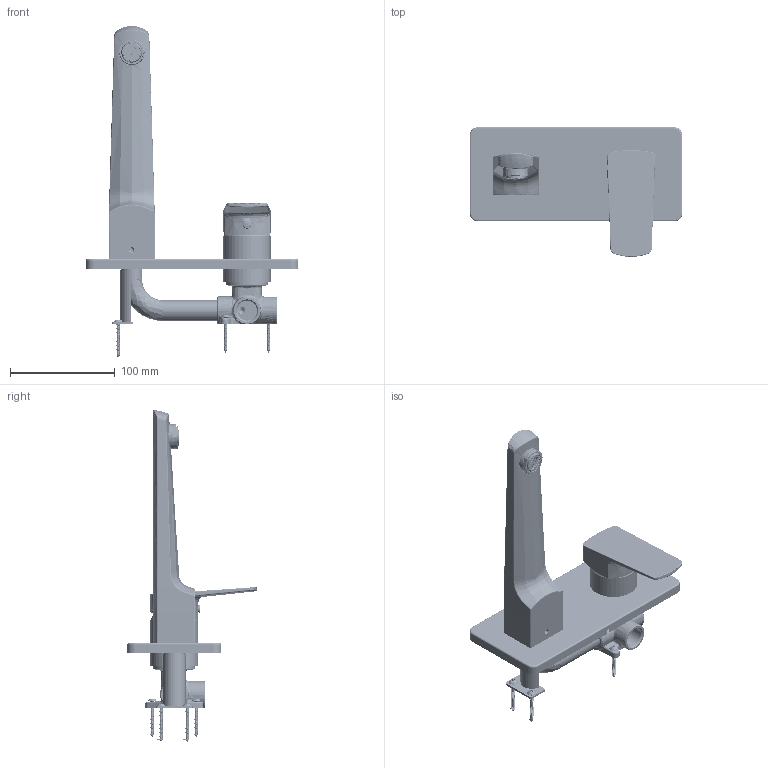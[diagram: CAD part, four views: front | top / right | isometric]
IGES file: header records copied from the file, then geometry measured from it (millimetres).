
Start section: SolidWorks IGES file using analytic representation for surfaces
Global section: file name: Wall mounted Basin Mixer.IGS; native system: SolidWorks 2013; preprocessor: SolidWorks 2013; author: augusto; date: 221108.085955; units: millimetre
Bounding box: 203 x 123.89 x 316.87 mm (x, y, z)
Surface area: 227353.9 mm2 (no closed solid volume)
Topology: 0 solids, 0 shells, 9585 faces, 71441 edges, 71287 vertices
Faces by surface type: bspline 7964, revolution 1621
